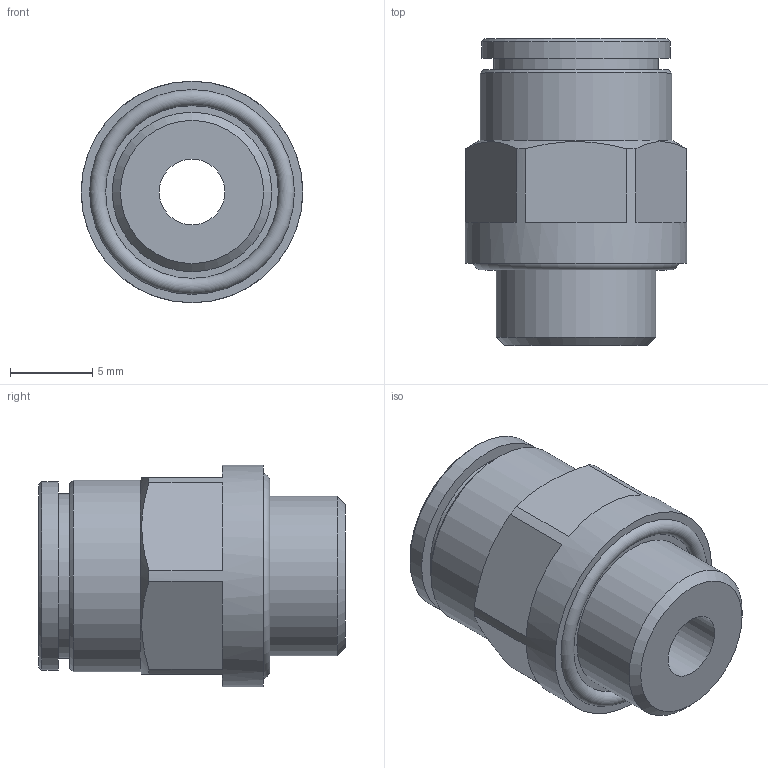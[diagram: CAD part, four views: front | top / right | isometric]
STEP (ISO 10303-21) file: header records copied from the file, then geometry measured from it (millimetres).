
FILE_DESCRIPTION((''),'2;1');
FILE_NAME('Schlauchanschluss_G1_8_Gerade fuer 6er Schlauch_A26003904.stp','2006-07-13T16:21:54',('ScheitB'),(''),'Autodesk Inventor 10','Autodesk Inventor 10','');
FILE_SCHEMA(('AUTOMOTIVE_DESIGN { 1 0 10303 214 1 1 1 1 }'));
Length unit declared in the file: millimetre
Products named in the file (1): angea22a
Bounding box: 13.5 x 18.7 x 13.5 mm (x, y, z)
Volume: 1663 mm3; surface area: 1258.8 mm2
Topology: 1 solids, 1 shells, 32 faces, 70 edges, 45 vertices
Faces by surface type: plane 19, cylinder 7, cone 5, torus 1
Full cylindrical faces by diameter (mm): 4 x1, 6 x1, 9.728 x1, 10 x1, 11.5 x1, 11.7 x1, 13.5 x1
Entity records: 823 total; most frequent: DIRECTION 146, CARTESIAN_POINT 143, ORIENTED_EDGE 110, AXIS2_PLACEMENT_3D 64, EDGE_CURVE 55, EDGE_LOOP 52, VERTEX_POINT 43, FACE_OUTER_BOUND 32
